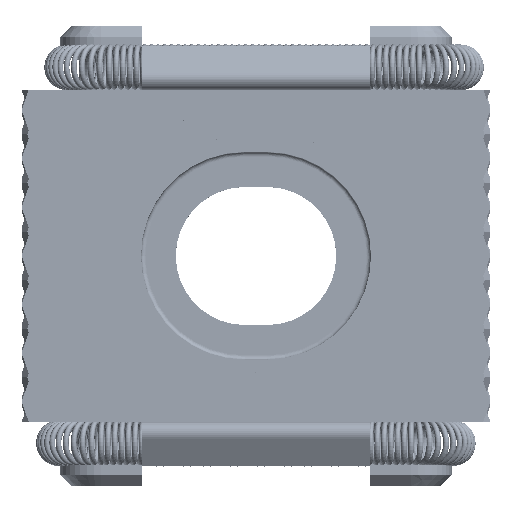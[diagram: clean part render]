
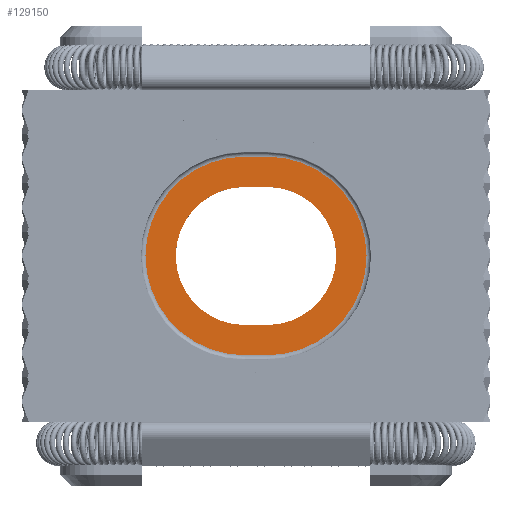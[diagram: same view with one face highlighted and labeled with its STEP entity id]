
A CAD part, top view. The second image highlights one B-rep face of the part: STEP entity #129150.
In plain terms, the highlighted planar face has unit normal (0, 0, 1).
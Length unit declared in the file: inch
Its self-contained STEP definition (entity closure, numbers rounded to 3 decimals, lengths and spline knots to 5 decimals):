
#3330 = VERTEX_POINT ( 'NONE', #138981 ) ;
#3765 = AXIS2_PLACEMENT_3D ( 'NONE', #12246, #40537, #170509 ) ;
#5137 = VECTOR ( 'NONE', #88146, 39.37008 ) ;
#6346 = VERTEX_POINT ( 'NONE', #142987 ) ;
#6467 = ORIENTED_EDGE ( 'NONE', *, *, #37738, .T. ) ;
#9158 = EDGE_CURVE ( 'NONE', #181082, #87348, #173770, .T. ) ;
#10201 = CARTESIAN_POINT ( 'NONE',  ( 1.78553, 3.0017, 1.94869 ) ) ;
#12246 = CARTESIAN_POINT ( 'NONE',  ( 1.74616, 3.0017, 1.94869 ) ) ;
#13015 = ORIENTED_EDGE ( 'NONE', *, *, #9158, .F. ) ;
#15505 = DIRECTION ( 'NONE',  ( 0., 0., -1. ) ) ;
#18132 = CARTESIAN_POINT ( 'NONE',  ( 1.74616, 3.24382, 1.94869 ) ) ;
#23713 = EDGE_CURVE ( 'NONE', #30480, #27139, #57375, .T. ) ;
#27139 = VERTEX_POINT ( 'NONE', #88001 ) ;
#27144 = AXIS2_PLACEMENT_3D ( 'NONE', #32147, #149622, #104293 ) ;
#29461 = CIRCLE ( 'NONE', #27144, 0.24213 ) ;
#30480 = VERTEX_POINT ( 'NONE', #135503 ) ;
#31818 = VERTEX_POINT ( 'NONE', #127264 ) ;
#32147 = CARTESIAN_POINT ( 'NONE',  ( 1.78553, 3.0017, 1.94869 ) ) ;
#35247 = EDGE_CURVE ( 'NONE', #3330, #181082, #50891, .T. ) ;
#35758 = DIRECTION ( 'NONE',  ( 0., 0., -1. ) ) ;
#36813 = ORIENTED_EDGE ( 'NONE', *, *, #112271, .T. ) ;
#37738 = EDGE_CURVE ( 'NONE', #3330, #6346, #62267, .T. ) ;
#40537 = DIRECTION ( 'NONE',  ( 0., 0., 1. ) ) ;
#44358 = CIRCLE ( 'NONE', #116569, 0.24213 ) ;
#44994 = CARTESIAN_POINT ( 'NONE',  ( 1.70679, 3.0017, 1.94869 ) ) ;
#46398 = DIRECTION ( 'NONE',  ( 1., 0., 0. ) ) ;
#47861 = AXIS2_PLACEMENT_3D ( 'NONE', #164503, #35758, #104865 ) ;
#50891 = CIRCLE ( 'NONE', #47861, 0.34843 ) ;
#56298 = VERTEX_POINT ( 'NONE', #120014 ) ;
#56868 = ORIENTED_EDGE ( 'NONE', *, *, #35247, .F. ) ;
#56943 = LINE ( 'NONE', #135540, #5137 ) ;
#57375 = LINE ( 'NONE', #18132, #59551 ) ;
#59551 = VECTOR ( 'NONE', #46398, 39.37008 ) ;
#59977 = CARTESIAN_POINT ( 'NONE',  ( 1.78553, 2.75957, 1.94869 ) ) ;
#62207 = DIRECTION ( 'NONE',  ( -1., 0., 0. ) ) ;
#62267 = LINE ( 'NONE', #91004, #152150 ) ;
#62725 = EDGE_LOOP ( 'NONE', ( #130266, #113796, #108325, #36813, #123012 ) ) ;
#64226 = CIRCLE ( 'NONE', #88112, 0.34843 ) ;
#76291 = DIRECTION ( 'NONE',  ( -1., 0., 0. ) ) ;
#82354 = EDGE_CURVE ( 'NONE', #160092, #31818, #118132, .T. ) ;
#82424 = EDGE_CURVE ( 'NONE', #56298, #6346, #64226, .T. ) ;
#86314 = CARTESIAN_POINT ( 'NONE',  ( 1.72648, 2.65327, 1.94869 ) ) ;
#86930 = DIRECTION ( 'NONE',  ( 1., 0., 0. ) ) ;
#87150 = DIRECTION ( 'NONE',  ( -1., 0., 0. ) ) ;
#87348 = VERTEX_POINT ( 'NONE', #120705 ) ;
#88001 = CARTESIAN_POINT ( 'NONE',  ( 1.78553, 3.24382, 1.94869 ) ) ;
#88112 = AXIS2_PLACEMENT_3D ( 'NONE', #122546, #121898, #136416 ) ;
#88146 = DIRECTION ( 'NONE',  ( -1., 0., 0. ) ) ;
#91004 = CARTESIAN_POINT ( 'NONE',  ( 1.76585, 3.35012, 1.94869 ) ) ;
#94999 = DIRECTION ( 'NONE',  ( 0., 0., -1. ) ) ;
#97440 = EDGE_CURVE ( 'NONE', #27139, #172093, #29461, .T. ) ;
#104293 = DIRECTION ( 'NONE',  ( -1., 0., 0. ) ) ;
#104865 = DIRECTION ( 'NONE',  ( 1., 0., 0. ) ) ;
#107010 = ORIENTED_EDGE ( 'NONE', *, *, #163158, .T. ) ;
#108325 = ORIENTED_EDGE ( 'NONE', *, *, #82354, .T. ) ;
#112271 = EDGE_CURVE ( 'NONE', #31818, #30480, #44358, .T. ) ;
#113796 = ORIENTED_EDGE ( 'NONE', *, *, #142713, .T. ) ;
#116569 = AXIS2_PLACEMENT_3D ( 'NONE', #44994, #15505, #87150 ) ;
#118132 = CIRCLE ( 'NONE', #153016, 0.24213 ) ;
#120014 = CARTESIAN_POINT ( 'NONE',  ( 1.70679, 2.65327, 1.94869 ) ) ;
#120705 = CARTESIAN_POINT ( 'NONE',  ( 1.78553, 2.65327, 1.94869 ) ) ;
#120839 = PLANE ( 'NONE',  #3765 ) ;
#121898 = DIRECTION ( 'NONE',  ( 0., 0., -1. ) ) ;
#122546 = CARTESIAN_POINT ( 'NONE',  ( 1.70679, 3.0017, 1.94869 ) ) ;
#123012 = ORIENTED_EDGE ( 'NONE', *, *, #23713, .T. ) ;
#125755 = DIRECTION ( 'NONE',  ( 1., 0., 0. ) ) ;
#125776 = CARTESIAN_POINT ( 'NONE',  ( 2.13396, 3.0017, 1.94869 ) ) ;
#127264 = CARTESIAN_POINT ( 'NONE',  ( 1.46467, 3.0017, 1.94869 ) ) ;
#129071 = EDGE_LOOP ( 'NONE', ( #135027, #107010, #13015, #56868, #6467 ) ) ;
#129150 = ADVANCED_FACE ( 'NONE', ( #179667, #184247 ), #120839, .T. ) ;
#130266 = ORIENTED_EDGE ( 'NONE', *, *, #97440, .T. ) ;
#132402 = CARTESIAN_POINT ( 'NONE',  ( 1.70679, 2.75957, 1.94869 ) ) ;
#132702 = DIRECTION ( 'NONE',  ( 0., 0., -1. ) ) ;
#135027 = ORIENTED_EDGE ( 'NONE', *, *, #82424, .F. ) ;
#135503 = CARTESIAN_POINT ( 'NONE',  ( 1.70679, 3.24382, 1.94869 ) ) ;
#135540 = CARTESIAN_POINT ( 'NONE',  ( 1.74616, 2.75957, 1.94869 ) ) ;
#136416 = DIRECTION ( 'NONE',  ( 1., 0., 0. ) ) ;
#138981 = CARTESIAN_POINT ( 'NONE',  ( 1.78553, 3.35012, 1.94869 ) ) ;
#142713 = EDGE_CURVE ( 'NONE', #172093, #160092, #56943, .T. ) ;
#142987 = CARTESIAN_POINT ( 'NONE',  ( 1.70679, 3.35012, 1.94869 ) ) ;
#146349 = AXIS2_PLACEMENT_3D ( 'NONE', #10201, #94999, #125755 ) ;
#149622 = DIRECTION ( 'NONE',  ( 0., 0., -1. ) ) ;
#152150 = VECTOR ( 'NONE', #62207, 39.37008 ) ;
#153016 = AXIS2_PLACEMENT_3D ( 'NONE', #162823, #132702, #76291 ) ;
#160092 = VERTEX_POINT ( 'NONE', #132402 ) ;
#162823 = CARTESIAN_POINT ( 'NONE',  ( 1.70679, 3.0017, 1.94869 ) ) ;
#163151 = VECTOR ( 'NONE', #86930, 39.37008 ) ;
#163158 = EDGE_CURVE ( 'NONE', #56298, #87348, #183647, .T. ) ;
#164503 = CARTESIAN_POINT ( 'NONE',  ( 1.78553, 3.0017, 1.94869 ) ) ;
#170509 = DIRECTION ( 'NONE',  ( 1., 0., 0. ) ) ;
#172093 = VERTEX_POINT ( 'NONE', #59977 ) ;
#173770 = CIRCLE ( 'NONE', #146349, 0.34843 ) ;
#179667 = FACE_BOUND ( 'NONE', #62725, .T. ) ;
#181082 = VERTEX_POINT ( 'NONE', #125776 ) ;
#183647 = LINE ( 'NONE', #86314, #163151 ) ;
#184247 = FACE_OUTER_BOUND ( 'NONE', #129071, .T. ) ;
